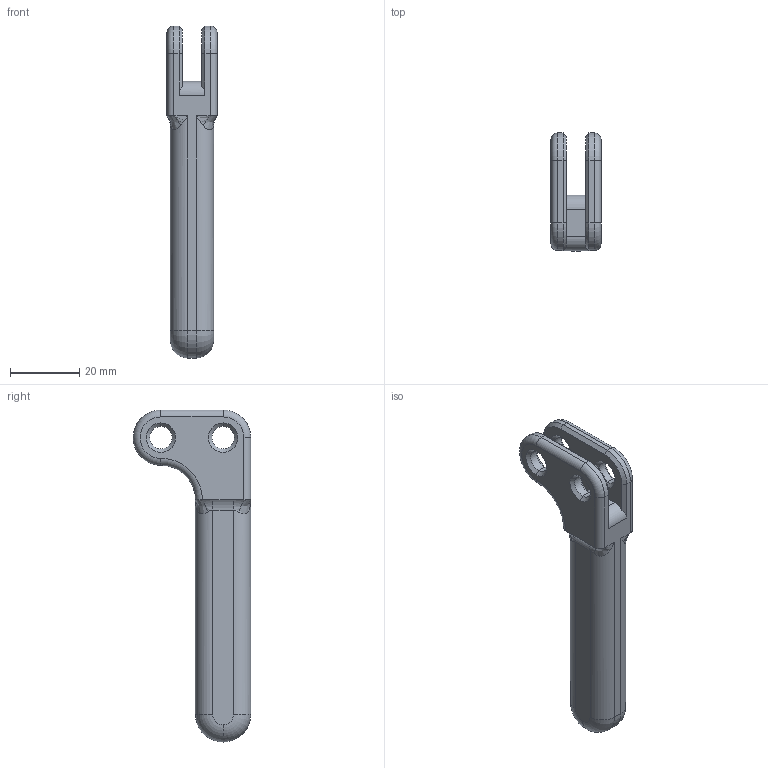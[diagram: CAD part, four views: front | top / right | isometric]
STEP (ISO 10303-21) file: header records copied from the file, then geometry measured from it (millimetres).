
FILE_DESCRIPTION (( 'STEP AP214' ), '1' );
FILE_NAME ('Handle.STEP', '2023-12-13T17:33:35', ( '' ), ( '' ), 'SwSTEP 2.0', 'SolidWorks 2023', '' );
FILE_SCHEMA (( 'AUTOMOTIVE_DESIGN' ));
Length unit declared in the file: millimetre
Products named in the file (1): Handle
Bounding box: 14.5 x 34 x 96 mm (x, y, z)
Volume: 18229.7 mm3; surface area: 6602.9 mm2
Topology: 1 solids, 1 shells, 86 faces, 206 edges, 118 vertices
Faces by surface type: cylinder 27, cone 22, plane 15, bspline 12, torus 10
Entity records: 2898 total; most frequent: CARTESIAN_POINT 908, DIRECTION 432, ORIENTED_EDGE 404, EDGE_CURVE 202, AXIS2_PLACEMENT_3D 173, VERTEX_POINT 118, CIRCLE 98, EDGE_LOOP 94
